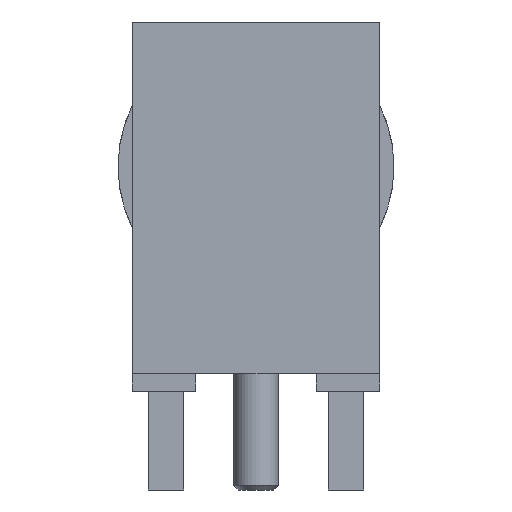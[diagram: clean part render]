
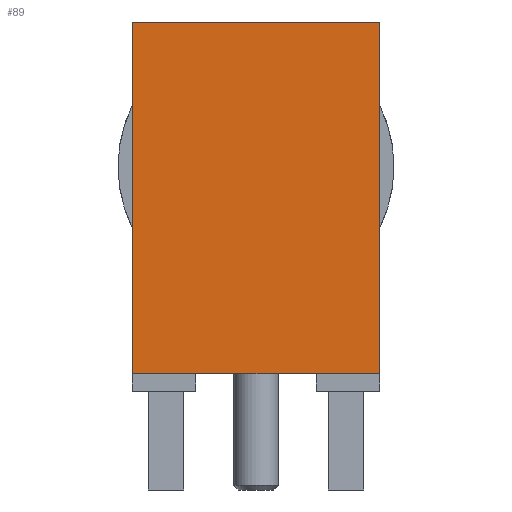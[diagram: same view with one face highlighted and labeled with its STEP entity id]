
A CAD part, front view. The second image highlights one B-rep face of the part: STEP entity #89.
In plain terms, the highlighted planar face has unit normal (0, -1, 0).
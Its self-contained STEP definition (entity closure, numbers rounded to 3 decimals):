
#21 = EDGE_CURVE('',#22,#24,#26,.T.);
#22 = VERTEX_POINT('',#23);
#23 = CARTESIAN_POINT('',(-3.5,-3.05,0.5));
#24 = VERTEX_POINT('',#25);
#25 = CARTESIAN_POINT('',(-3.5,-3.05,10.44));
#26 = LINE('',#27,#28);
#27 = CARTESIAN_POINT('',(-3.5,-3.05,0.5));
#28 = VECTOR('',#29,1.);
#29 = DIRECTION('',(0.,0.,1.));
#89 = ADVANCED_FACE('',(#90),#131,.T.);
#90 = FACE_BOUND('',#91,.T.);
#91 = EDGE_LOOP('',(#92,#102,#108,#109,#117,#125));
#92 = ORIENTED_EDGE('',*,*,#93,.T.);
#93 = EDGE_CURVE('',#94,#96,#98,.T.);
#94 = VERTEX_POINT('',#95);
#95 = CARTESIAN_POINT('',(3.5,-3.05,0.5));
#96 = VERTEX_POINT('',#97);
#97 = CARTESIAN_POINT('',(3.5,-3.05,10.44));
#98 = LINE('',#99,#100);
#99 = CARTESIAN_POINT('',(3.5,-3.05,0.5));
#100 = VECTOR('',#101,1.);
#101 = DIRECTION('',(0.,0.,1.));
#102 = ORIENTED_EDGE('',*,*,#103,.T.);
#103 = EDGE_CURVE('',#96,#24,#104,.T.);
#104 = LINE('',#105,#106);
#105 = CARTESIAN_POINT('',(3.5,-3.05,10.44));
#106 = VECTOR('',#107,1.);
#107 = DIRECTION('',(-1.,0.,0.));
#108 = ORIENTED_EDGE('',*,*,#21,.F.);
#109 = ORIENTED_EDGE('',*,*,#110,.F.);
#110 = EDGE_CURVE('',#111,#22,#113,.T.);
#111 = VERTEX_POINT('',#112);
#112 = CARTESIAN_POINT('',(-1.7,-3.05,0.5));
#113 = LINE('',#114,#115);
#114 = CARTESIAN_POINT('',(3.5,-3.05,0.5));
#115 = VECTOR('',#116,1.);
#116 = DIRECTION('',(-1.,0.,0.));
#117 = ORIENTED_EDGE('',*,*,#118,.F.);
#118 = EDGE_CURVE('',#119,#111,#121,.T.);
#119 = VERTEX_POINT('',#120);
#120 = CARTESIAN_POINT('',(1.7,-3.05,0.5));
#121 = LINE('',#122,#123);
#122 = CARTESIAN_POINT('',(3.5,-3.05,0.5));
#123 = VECTOR('',#124,1.);
#124 = DIRECTION('',(-1.,0.,0.));
#125 = ORIENTED_EDGE('',*,*,#126,.F.);
#126 = EDGE_CURVE('',#94,#119,#127,.T.);
#127 = LINE('',#128,#129);
#128 = CARTESIAN_POINT('',(3.5,-3.05,0.5));
#129 = VECTOR('',#130,1.);
#130 = DIRECTION('',(-1.,0.,0.));
#131 = PLANE('',#132);
#132 = AXIS2_PLACEMENT_3D('',#133,#134,#135);
#133 = CARTESIAN_POINT('',(3.5,-3.05,0.5));
#134 = DIRECTION('',(0.,-1.,0.));
#135 = DIRECTION('',(-1.,0.,0.));
